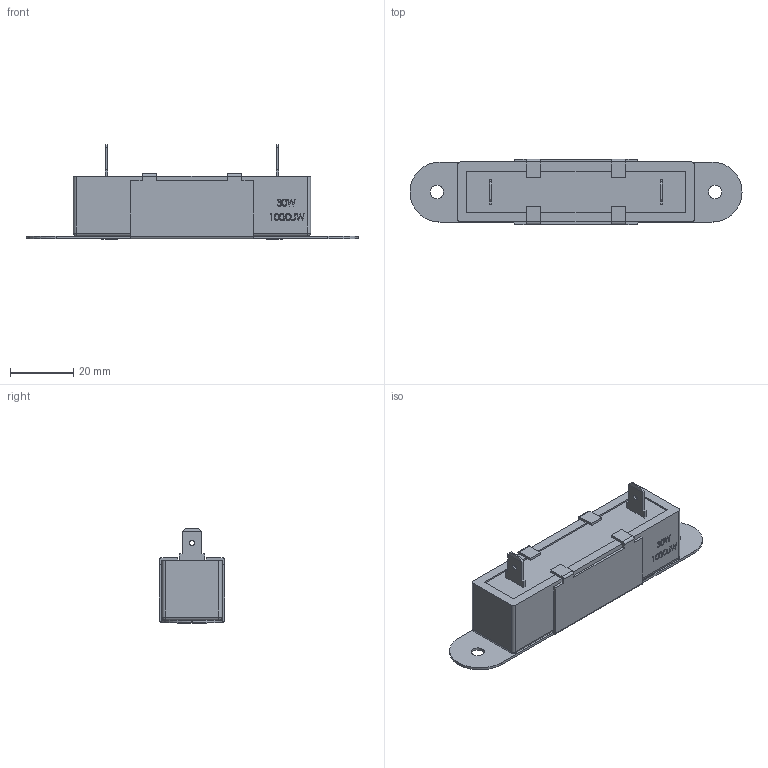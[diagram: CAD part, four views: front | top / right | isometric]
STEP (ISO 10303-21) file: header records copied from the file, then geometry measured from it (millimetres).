
FILE_DESCRIPTION (( 'STEP AP203' ), '1' );
FILE_NAME ('WPRT30AR.STEP', '2015-10-19T12:15:15', ( '' ), ( '' ), 'SwSTEP 2.0', 'SolidWorks 2015', '' );
FILE_SCHEMA (( 'CONFIG_CONTROL_DESIGN' ));
Length unit declared in the file: millimetre
Products named in the file (1): WPRT30AR
Bounding box: 105 x 20.6 x 30 mm (x, y, z)
Surface area: 13596.2 mm2 (no closed solid volume)
Topology: 0 solids, 4 shells, 139 faces, 433 edges, 311 vertices
Faces by surface type: plane 109, cylinder 26, sphere 4
Entity records: 5803 total; most frequent: CARTESIAN_POINT 1872, ORIENTED_EDGE 850, DIRECTION 705, EDGE_CURVE 429, LINE 321, VECTOR 321, VERTEX_POINT 311, AXIS2_PLACEMENT_3D 192
